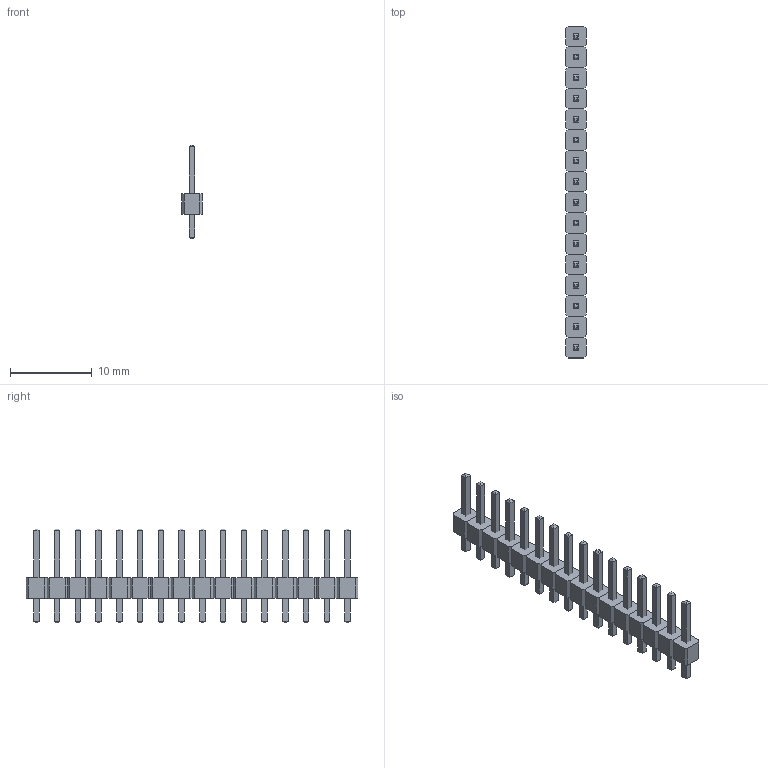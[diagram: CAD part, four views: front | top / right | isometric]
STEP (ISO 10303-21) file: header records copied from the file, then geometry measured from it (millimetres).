
FILE_DESCRIPTION(('FreeCAD Model'),'2;1');
FILE_NAME('Open CASCADE Shape Model','2022-06-14T01:12:51',( 'kicad StepUp'),('ksu MCAD'),'Open CASCADE STEP processor 7.5', 'FreeCAD','Unknown');
FILE_SCHEMA(('AUTOMOTIVE_DESIGN { 1 0 10303 214 1 1 1 1 }'));
Length unit declared in the file: millimetre
Products named in the file (3): PinHeader_P2.54mm_1x16; Body; Pin
Assembly tree (2 placements, depth 2):
  PinHeader_P2.54mm_1x16
    Body
    Pin
Bounding box: 2.54 x 40.64 x 11.5 mm (x, y, z)
Volume: 343.6 mm3; surface area: 955.5 mm2
Topology: 17 solids, 17 shells, 418 faces, 900 edges, 516 vertices
Faces by surface type: plane 418
Entity records: 22620 total; most frequent: CARTESIAN_POINT 3637, DIRECTION 3542, LINE 2700, VECTOR 2700, ORIENTED_EDGE 1800, PCURVE 1800, DEFINITIONAL_REPRESENTATION 1800, EDGE_CURVE 900
